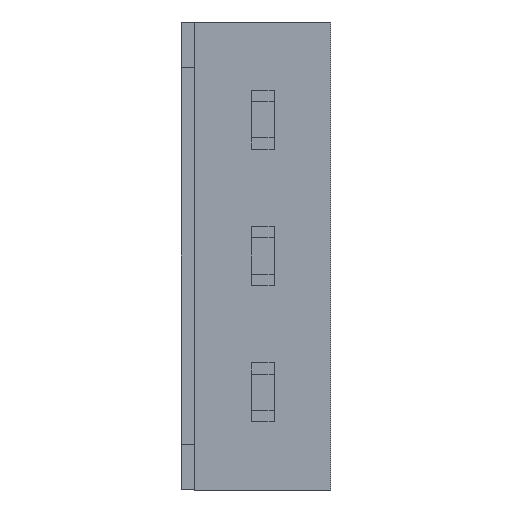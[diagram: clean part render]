
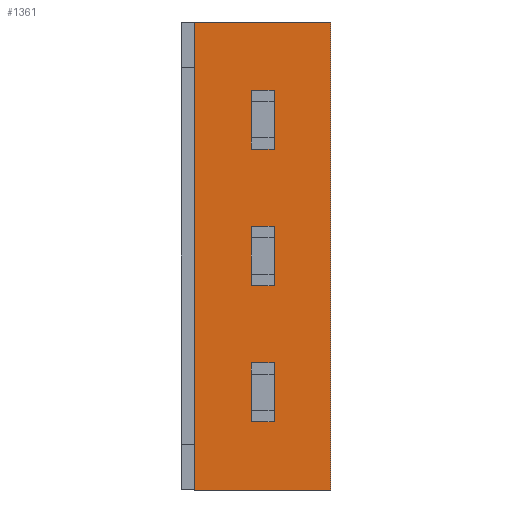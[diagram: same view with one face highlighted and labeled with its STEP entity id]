
A CAD part, front view. The second image highlights one B-rep face of the part: STEP entity #1361.
In plain terms, the highlighted planar face has unit normal (0, -1, 0).
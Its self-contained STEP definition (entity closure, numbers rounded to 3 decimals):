
#44=FACE_BOUND('',#154,.T.);
#45=FACE_BOUND('',#155,.T.);
#46=FACE_BOUND('',#156,.T.);
#93=FACE_OUTER_BOUND('',#153,.T.);
#153=EDGE_LOOP('',(#923,#924,#925,#926,#927,#928,#929,#930));
#154=EDGE_LOOP('',(#931,#932,#933,#934));
#155=EDGE_LOOP('',(#935,#936,#937,#938));
#156=EDGE_LOOP('',(#939,#940,#941,#942));
#236=LINE('',#1860,#407);
#237=LINE('',#1862,#408);
#238=LINE('',#1864,#409);
#239=LINE('',#1866,#410);
#240=LINE('',#1868,#411);
#241=LINE('',#1870,#412);
#242=LINE('',#1872,#413);
#243=LINE('',#1873,#414);
#244=LINE('',#1876,#415);
#245=LINE('',#1878,#416);
#246=LINE('',#1880,#417);
#247=LINE('',#1881,#418);
#248=LINE('',#1884,#419);
#249=LINE('',#1886,#420);
#250=LINE('',#1888,#421);
#251=LINE('',#1889,#422);
#252=LINE('',#1892,#423);
#253=LINE('',#1894,#424);
#254=LINE('',#1896,#425);
#255=LINE('',#1897,#426);
#407=VECTOR('',#1531,10.28);
#408=VECTOR('',#1532,0.01);
#409=VECTOR('',#1533,0.01);
#410=VECTOR('',#1534,3.);
#411=VECTOR('',#1535,10.3);
#412=VECTOR('',#1536,3.);
#413=VECTOR('',#1537,0.01);
#414=VECTOR('',#1538,0.01);
#415=VECTOR('',#1539,1.3);
#416=VECTOR('',#1540,0.5);
#417=VECTOR('',#1541,1.3);
#418=VECTOR('',#1542,0.5);
#419=VECTOR('',#1543,0.5);
#420=VECTOR('',#1544,1.3);
#421=VECTOR('',#1545,0.5);
#422=VECTOR('',#1546,1.3);
#423=VECTOR('',#1547,1.3);
#424=VECTOR('',#1548,0.5);
#425=VECTOR('',#1549,1.3);
#426=VECTOR('',#1550,0.5);
#578=VERTEX_POINT('',#1858);
#579=VERTEX_POINT('',#1859);
#580=VERTEX_POINT('',#1861);
#581=VERTEX_POINT('',#1863);
#582=VERTEX_POINT('',#1865);
#583=VERTEX_POINT('',#1867);
#584=VERTEX_POINT('',#1869);
#585=VERTEX_POINT('',#1871);
#586=VERTEX_POINT('',#1874);
#587=VERTEX_POINT('',#1875);
#588=VERTEX_POINT('',#1877);
#589=VERTEX_POINT('',#1879);
#590=VERTEX_POINT('',#1882);
#591=VERTEX_POINT('',#1883);
#592=VERTEX_POINT('',#1885);
#593=VERTEX_POINT('',#1887);
#594=VERTEX_POINT('',#1890);
#595=VERTEX_POINT('',#1891);
#596=VERTEX_POINT('',#1893);
#597=VERTEX_POINT('',#1895);
#726=EDGE_CURVE('',#578,#579,#236,.T.);
#727=EDGE_CURVE('',#580,#578,#237,.T.);
#728=EDGE_CURVE('',#581,#580,#238,.T.);
#729=EDGE_CURVE('',#582,#581,#239,.T.);
#730=EDGE_CURVE('',#583,#582,#240,.T.);
#731=EDGE_CURVE('',#584,#583,#241,.T.);
#732=EDGE_CURVE('',#584,#585,#242,.T.);
#733=EDGE_CURVE('',#585,#579,#243,.T.);
#734=EDGE_CURVE('',#586,#587,#244,.T.);
#735=EDGE_CURVE('',#586,#588,#245,.T.);
#736=EDGE_CURVE('',#588,#589,#246,.T.);
#737=EDGE_CURVE('',#587,#589,#247,.T.);
#738=EDGE_CURVE('',#590,#591,#248,.T.);
#739=EDGE_CURVE('',#592,#590,#249,.T.);
#740=EDGE_CURVE('',#592,#593,#250,.T.);
#741=EDGE_CURVE('',#593,#591,#251,.T.);
#742=EDGE_CURVE('',#594,#595,#252,.T.);
#743=EDGE_CURVE('',#594,#596,#253,.T.);
#744=EDGE_CURVE('',#596,#597,#254,.T.);
#745=EDGE_CURVE('',#595,#597,#255,.T.);
#923=ORIENTED_EDGE('',*,*,#726,.F.);
#924=ORIENTED_EDGE('',*,*,#727,.F.);
#925=ORIENTED_EDGE('',*,*,#728,.F.);
#926=ORIENTED_EDGE('',*,*,#729,.F.);
#927=ORIENTED_EDGE('',*,*,#730,.F.);
#928=ORIENTED_EDGE('',*,*,#731,.F.);
#929=ORIENTED_EDGE('',*,*,#732,.T.);
#930=ORIENTED_EDGE('',*,*,#733,.T.);
#931=ORIENTED_EDGE('',*,*,#734,.F.);
#932=ORIENTED_EDGE('',*,*,#735,.T.);
#933=ORIENTED_EDGE('',*,*,#736,.T.);
#934=ORIENTED_EDGE('',*,*,#737,.F.);
#935=ORIENTED_EDGE('',*,*,#738,.F.);
#936=ORIENTED_EDGE('',*,*,#739,.F.);
#937=ORIENTED_EDGE('',*,*,#740,.T.);
#938=ORIENTED_EDGE('',*,*,#741,.T.);
#939=ORIENTED_EDGE('',*,*,#742,.F.);
#940=ORIENTED_EDGE('',*,*,#743,.T.);
#941=ORIENTED_EDGE('',*,*,#744,.T.);
#942=ORIENTED_EDGE('',*,*,#745,.F.);
#1305=PLANE('',#1435);
#1361=ADVANCED_FACE('',(#93,#44,#45,#46),#1305,.F.);
#1435=AXIS2_PLACEMENT_3D('',#1857,#1529,#1530);
#1529=DIRECTION('center_axis',(0.,1.,0.));
#1530=DIRECTION('ref_axis',(0.,0.,1.));
#1531=DIRECTION('',(0.,0.,1.));
#1532=DIRECTION('',(-1.,0.,0.));
#1533=DIRECTION('',(0.,0.,1.));
#1534=DIRECTION('',(-1.,0.,0.));
#1535=DIRECTION('',(0.,0.,-1.));
#1536=DIRECTION('',(1.,0.,0.));
#1537=DIRECTION('',(0.,0.,-1.));
#1538=DIRECTION('',(-1.,0.,0.));
#1539=DIRECTION('',(0.,0.,-1.));
#1540=DIRECTION('',(1.,0.,0.));
#1541=DIRECTION('',(0.,0.,-1.));
#1542=DIRECTION('',(1.,0.,0.));
#1543=DIRECTION('',(1.,0.,0.));
#1544=DIRECTION('',(0.,0.,-1.));
#1545=DIRECTION('',(1.,0.,0.));
#1546=DIRECTION('',(0.,0.,-1.));
#1547=DIRECTION('',(0.,0.,-1.));
#1548=DIRECTION('',(1.,0.,0.));
#1549=DIRECTION('',(0.,0.,-1.));
#1550=DIRECTION('',(1.,0.,0.));
#1857=CARTESIAN_POINT('Origin',(0.3,-7.6,5.14));
#1858=CARTESIAN_POINT('',(0.29,-7.6,-5.14));
#1859=CARTESIAN_POINT('',(0.29,-7.6,5.14));
#1860=CARTESIAN_POINT('',(0.29,-7.6,-5.14));
#1861=CARTESIAN_POINT('',(0.3,-7.6,-5.14));
#1862=CARTESIAN_POINT('',(0.3,-7.6,-5.14));
#1863=CARTESIAN_POINT('',(0.3,-7.6,-5.15));
#1864=CARTESIAN_POINT('',(0.3,-7.6,-5.15));
#1865=CARTESIAN_POINT('',(3.3,-7.6,-5.15));
#1866=CARTESIAN_POINT('',(3.3,-7.6,-5.15));
#1867=CARTESIAN_POINT('',(3.3,-7.6,5.15));
#1868=CARTESIAN_POINT('',(3.3,-7.6,5.15));
#1869=CARTESIAN_POINT('',(0.3,-7.6,5.15));
#1870=CARTESIAN_POINT('',(0.3,-7.6,5.15));
#1871=CARTESIAN_POINT('',(0.3,-7.6,5.14));
#1872=CARTESIAN_POINT('',(0.3,-7.6,5.15));
#1873=CARTESIAN_POINT('',(0.3,-7.6,5.14));
#1874=CARTESIAN_POINT('',(1.55,-7.6,-2.35));
#1875=CARTESIAN_POINT('',(1.55,-7.6,-3.65));
#1876=CARTESIAN_POINT('',(1.55,-7.6,-2.35));
#1877=CARTESIAN_POINT('',(2.05,-7.6,-2.35));
#1878=CARTESIAN_POINT('',(1.55,-7.6,-2.35));
#1879=CARTESIAN_POINT('',(2.05,-7.6,-3.65));
#1880=CARTESIAN_POINT('',(2.05,-7.6,-2.35));
#1881=CARTESIAN_POINT('',(1.55,-7.6,-3.65));
#1882=CARTESIAN_POINT('',(1.55,-7.6,-0.65));
#1883=CARTESIAN_POINT('',(2.05,-7.6,-0.65));
#1884=CARTESIAN_POINT('',(1.55,-7.6,-0.65));
#1885=CARTESIAN_POINT('',(1.55,-7.6,0.65));
#1886=CARTESIAN_POINT('',(1.55,-7.6,0.65));
#1887=CARTESIAN_POINT('',(2.05,-7.6,0.65));
#1888=CARTESIAN_POINT('',(1.55,-7.6,0.65));
#1889=CARTESIAN_POINT('',(2.05,-7.6,0.65));
#1890=CARTESIAN_POINT('',(1.55,-7.6,3.65));
#1891=CARTESIAN_POINT('',(1.55,-7.6,2.35));
#1892=CARTESIAN_POINT('',(1.55,-7.6,3.65));
#1893=CARTESIAN_POINT('',(2.05,-7.6,3.65));
#1894=CARTESIAN_POINT('',(1.55,-7.6,3.65));
#1895=CARTESIAN_POINT('',(2.05,-7.6,2.35));
#1896=CARTESIAN_POINT('',(2.05,-7.6,3.65));
#1897=CARTESIAN_POINT('',(1.55,-7.6,2.35));
